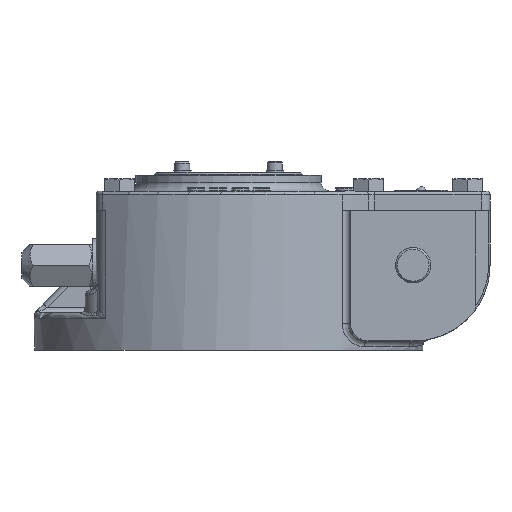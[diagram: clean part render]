
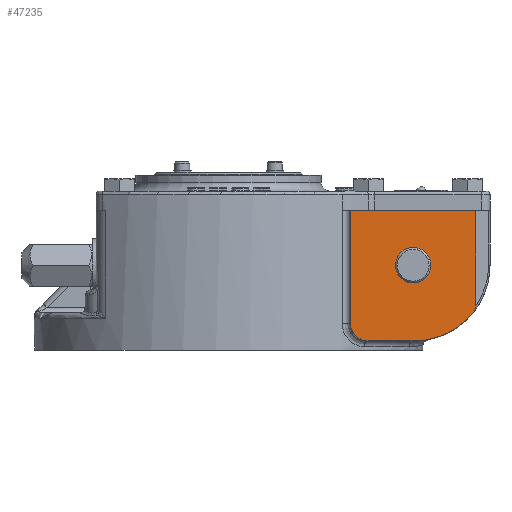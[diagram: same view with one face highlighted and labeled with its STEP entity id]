
A CAD part, front view. The second image highlights one B-rep face of the part: STEP entity #47235.
In plain terms, the highlighted planar face has unit normal (0, -1, 0).
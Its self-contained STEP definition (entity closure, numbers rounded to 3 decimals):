
#1321=B_SPLINE_CURVE_WITH_KNOTS('',3,(#76495,#76496,#76497,#76498,#76499),
 .UNSPECIFIED.,.F.,.F.,(4,1,4),(0.,0.003,
0.006),.UNSPECIFIED.);
#1322=B_SPLINE_CURVE_WITH_KNOTS('',3,(#76509,#76510,#76511,#76512),
 .UNSPECIFIED.,.F.,.F.,(4,4),(0.,0.003),.UNSPECIFIED.);
#3782=LINE('',#76488,#6656);
#3783=LINE('',#76491,#6657);
#3784=LINE('',#76493,#6658);
#3785=LINE('',#76503,#6659);
#6656=VECTOR('',#55113,1000.);
#6657=VECTOR('',#55114,1000.);
#6658=VECTOR('',#55115,1000.);
#6659=VECTOR('',#55118,1000.);
#8287=PLANE('',#49145);
#14593=ORIENTED_EDGE('',*,*,#21118,.T.);
#14594=ORIENTED_EDGE('',*,*,#21119,.T.);
#14595=ORIENTED_EDGE('',*,*,#21120,.T.);
#14596=ORIENTED_EDGE('',*,*,#21121,.F.);
#14597=ORIENTED_EDGE('',*,*,#21122,.F.);
#14598=ORIENTED_EDGE('',*,*,#21123,.F.);
#14599=ORIENTED_EDGE('',*,*,#21124,.F.);
#14600=ORIENTED_EDGE('',*,*,#21125,.F.);
#14601=ORIENTED_EDGE('',*,*,#21126,.F.);
#14602=ORIENTED_EDGE('',*,*,#21127,.F.);
#21118=EDGE_CURVE('',#24891,#24891,#25931,.T.);
#21119=EDGE_CURVE('',#24892,#24893,#3782,.T.);
#21120=EDGE_CURVE('',#24893,#24894,#3783,.T.);
#21121=EDGE_CURVE('',#24895,#24894,#3784,.F.);
#21122=EDGE_CURVE('',#24896,#24895,#1321,.T.);
#21123=EDGE_CURVE('',#24897,#24896,#25932,.F.);
#21124=EDGE_CURVE('',#24898,#24897,#3785,.F.);
#21125=EDGE_CURVE('',#24899,#24898,#25933,.F.);
#21126=EDGE_CURVE('',#24900,#24899,#25934,.F.);
#21127=EDGE_CURVE('',#24892,#24900,#1322,.T.);
#24891=VERTEX_POINT('',#76487);
#24892=VERTEX_POINT('',#76489);
#24893=VERTEX_POINT('',#76490);
#24894=VERTEX_POINT('',#76492);
#24895=VERTEX_POINT('',#76494);
#24896=VERTEX_POINT('',#76500);
#24897=VERTEX_POINT('',#76502);
#24898=VERTEX_POINT('',#76504);
#24899=VERTEX_POINT('',#76506);
#24900=VERTEX_POINT('',#76508);
#25931=CIRCLE('',#49146,10.);
#25932=CIRCLE('',#49147,9.828);
#25933=CIRCLE('',#49148,42.828);
#25934=CIRCLE('',#49149,2.828);
#28192=EDGE_LOOP('',(#14593));
#28193=EDGE_LOOP('',(#14594,#14595,#14596,#14597,#14598,#14599,#14600,#14601,
#14602));
#30531=FACE_BOUND('',#28192,.T.);
#30532=FACE_BOUND('',#28193,.T.);
#47235=ADVANCED_FACE('',(#30531,#30532),#8287,.F.);
#49145=AXIS2_PLACEMENT_3D('',#76485,#55109,#55110);
#49146=AXIS2_PLACEMENT_3D('',#76486,#55111,#55112);
#49147=AXIS2_PLACEMENT_3D('',#76501,#55116,#55117);
#49148=AXIS2_PLACEMENT_3D('',#76505,#55119,#55120);
#49149=AXIS2_PLACEMENT_3D('',#76507,#55121,#55122);
#55109=DIRECTION('',(0.,1.,0.));
#55110=DIRECTION('',(0.,0.,1.));
#55111=DIRECTION('',(0.,1.,0.));
#55112=DIRECTION('',(0.,0.,-1.));
#55113=DIRECTION('',(0.,0.,1.));
#55114=DIRECTION('',(-1.,0.,0.));
#55115=DIRECTION('',(0.,0.,-1.));
#55116=DIRECTION('',(0.,-1.,0.));
#55117=DIRECTION('',(0.,0.,-1.));
#55118=DIRECTION('',(1.,0.,0.));
#55119=DIRECTION('',(0.,-1.,0.));
#55120=DIRECTION('',(0.,0.,-1.));
#55121=DIRECTION('',(0.,-1.,0.));
#55122=DIRECTION('',(0.,0.,-1.));
#76485=CARTESIAN_POINT('',(104.5,-91.,48.));
#76486=CARTESIAN_POINT('',(104.5,-91.,48.));
#76487=CARTESIAN_POINT('',(104.5,-91.,38.));
#76488=CARTESIAN_POINT('',(140.,-91.,-267.555));
#76489=CARTESIAN_POINT('',(140.,-91.,25.219));
#76490=CARTESIAN_POINT('',(140.,-91.,79.));
#76491=CARTESIAN_POINT('',(143.333,-91.,79.));
#76492=CARTESIAN_POINT('',(68.919,-91.,79.));
#76493=CARTESIAN_POINT('',(68.919,-91.,82.));
#76494=CARTESIAN_POINT('',(68.919,-91.,15.));
#76495=CARTESIAN_POINT('',(70.933,-91.,9.385));
#76496=CARTESIAN_POINT('',(70.354,-91.,10.218));
#76497=CARTESIAN_POINT('',(69.344,-91.,11.949));
#76498=CARTESIAN_POINT('',(68.919,-91.,13.976));
#76499=CARTESIAN_POINT('',(68.919,-91.,15.));
#76500=CARTESIAN_POINT('',(70.933,-91.,9.385));
#76501=CARTESIAN_POINT('',(79.,-91.,15.));
#76502=CARTESIAN_POINT('',(79.,-91.,5.172));
#76503=CARTESIAN_POINT('',(105.,-91.,5.172));
#76504=CARTESIAN_POINT('',(105.,-91.,5.172));
#76505=CARTESIAN_POINT('',(105.,-91.,48.));
#76506=CARTESIAN_POINT('',(139.003,-91.,21.96));
#76507=CARTESIAN_POINT('',(136.757,-91.,23.68));
#76508=CARTESIAN_POINT('',(139.32,-91.,22.483));
#76509=CARTESIAN_POINT('',(140.,-91.,25.219));
#76510=CARTESIAN_POINT('',(140.,-91.,24.264));
#76511=CARTESIAN_POINT('',(139.722,-91.,23.344));
#76512=CARTESIAN_POINT('',(139.32,-91.,22.483));
